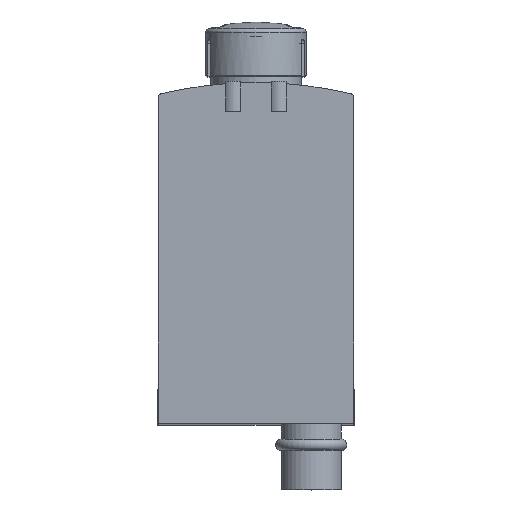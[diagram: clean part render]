
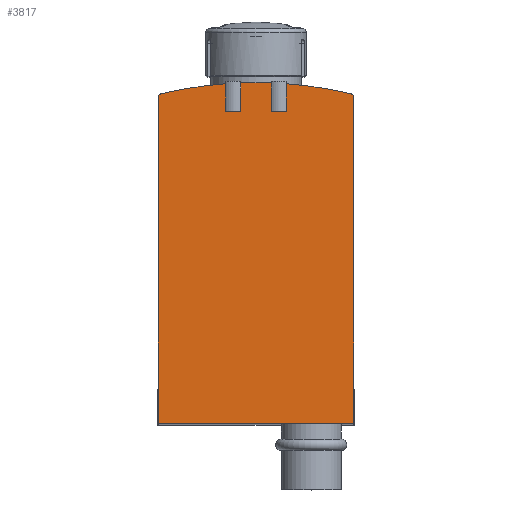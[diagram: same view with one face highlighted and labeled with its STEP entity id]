
A CAD part, top view. The second image highlights one B-rep face of the part: STEP entity #3817.
In plain terms, the highlighted planar face has unit normal (0, 0, 1).
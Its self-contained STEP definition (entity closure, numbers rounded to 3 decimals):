
#65=PLANE('',#4020);
#133=CIRCLE('',#3955,55.3);
#134=CIRCLE('',#3956,55.3);
#136=CIRCLE('',#3958,55.3);
#166=CIRCLE('',#4015,0.5);
#167=CIRCLE('',#4019,0.5);
#494=ORIENTED_EDGE('',*,*,#1226,.T.);
#495=ORIENTED_EDGE('',*,*,#1140,.T.);
#496=ORIENTED_EDGE('',*,*,#1220,.T.);
#497=ORIENTED_EDGE('',*,*,#1222,.T.);
#498=ORIENTED_EDGE('',*,*,#1168,.T.);
#499=ORIENTED_EDGE('',*,*,#1223,.T.);
#500=ORIENTED_EDGE('',*,*,#1225,.T.);
#501=ORIENTED_EDGE('',*,*,#1136,.T.);
#502=ORIENTED_EDGE('',*,*,#1227,.F.);
#503=ORIENTED_EDGE('',*,*,#1228,.T.);
#504=ORIENTED_EDGE('',*,*,#1229,.T.);
#505=ORIENTED_EDGE('',*,*,#1132,.T.);
#506=ORIENTED_EDGE('',*,*,#1230,.F.);
#507=ORIENTED_EDGE('',*,*,#1231,.T.);
#1132=EDGE_CURVE('',#1539,#1538,#133,.T.);
#1136=EDGE_CURVE('',#1543,#1542,#134,.T.);
#1140=EDGE_CURVE('',#1536,#1546,#136,.T.);
#1168=EDGE_CURVE('',#1573,#1572,#1833,.T.);
#1220=EDGE_CURVE('',#1546,#1602,#166,.T.);
#1222=EDGE_CURVE('',#1602,#1573,#1862,.T.);
#1223=EDGE_CURVE('',#1572,#1603,#1863,.T.);
#1225=EDGE_CURVE('',#1603,#1543,#167,.T.);
#1226=EDGE_CURVE('',#1604,#1536,#1865,.T.);
#1227=EDGE_CURVE('',#1605,#1542,#1866,.T.);
#1228=EDGE_CURVE('',#1605,#1606,#1867,.T.);
#1229=EDGE_CURVE('',#1606,#1539,#1868,.T.);
#1230=EDGE_CURVE('',#1607,#1538,#1869,.T.);
#1231=EDGE_CURVE('',#1607,#1604,#1870,.T.);
#1536=VERTEX_POINT('',#5076);
#1538=VERTEX_POINT('',#5086);
#1539=VERTEX_POINT('',#5088);
#1542=VERTEX_POINT('',#5100);
#1543=VERTEX_POINT('',#5102);
#1546=VERTEX_POINT('',#5108);
#1572=VERTEX_POINT('',#5190);
#1573=VERTEX_POINT('',#5192);
#1602=VERTEX_POINT('',#5308);
#1603=VERTEX_POINT('',#5314);
#1604=VERTEX_POINT('',#5320);
#1605=VERTEX_POINT('',#5322);
#1606=VERTEX_POINT('',#5324);
#1607=VERTEX_POINT('',#5327);
#1833=LINE('',#5191,#2055);
#1862=LINE('',#5311,#2084);
#1863=LINE('',#5313,#2085);
#1865=LINE('',#5319,#2087);
#1866=LINE('',#5321,#2088);
#1867=LINE('',#5323,#2089);
#1868=LINE('',#5325,#2090);
#1869=LINE('',#5326,#2091);
#1870=LINE('',#5328,#2092);
#2055=VECTOR('',#4310,1000.);
#2084=VECTOR('',#4433,1000.);
#2085=VECTOR('',#4436,1000.);
#2087=VECTOR('',#4444,1000.);
#2088=VECTOR('',#4445,1000.);
#2089=VECTOR('',#4446,1000.);
#2090=VECTOR('',#4447,1000.);
#2091=VECTOR('',#4448,1000.);
#2092=VECTOR('',#4449,1000.);
#2293=EDGE_LOOP('',(#494,#495,#496,#497,#498,#499,#500,#501,#502,#503,#504,
#505,#506,#507));
#2479=FACE_BOUND('',#2293,.T.);
#3817=ADVANCED_FACE('',(#2479),#65,.T.);
#3955=AXIS2_PLACEMENT_3D('',#5087,#4258,#4259);
#3956=AXIS2_PLACEMENT_3D('',#5101,#4262,#4263);
#3958=AXIS2_PLACEMENT_3D('',#5109,#4268,#4269);
#4015=AXIS2_PLACEMENT_3D('',#5307,#4428,#4429);
#4019=AXIS2_PLACEMENT_3D('',#5317,#4440,#4441);
#4020=AXIS2_PLACEMENT_3D('',#5318,#4442,#4443);
#4258=DIRECTION('',(0.,0.,1.));
#4259=DIRECTION('',(1.,0.,0.));
#4262=DIRECTION('',(0.,0.,1.));
#4263=DIRECTION('',(1.,0.,0.));
#4268=DIRECTION('',(0.,0.,1.));
#4269=DIRECTION('',(1.,0.,0.));
#4310=DIRECTION('',(1.,0.,0.));
#4428=DIRECTION('',(0.,0.,1.));
#4429=DIRECTION('',(1.,0.,0.));
#4433=DIRECTION('',(0.,-1.,0.));
#4436=DIRECTION('',(0.,1.,0.));
#4440=DIRECTION('',(0.,0.,1.));
#4441=DIRECTION('',(1.,0.,0.));
#4442=DIRECTION('',(0.,0.,1.));
#4443=DIRECTION('',(1.,0.,0.));
#4444=DIRECTION('',(0.,1.,0.));
#4445=DIRECTION('',(0.,1.,0.));
#4446=DIRECTION('',(-1.,0.,0.));
#4447=DIRECTION('',(0.,1.,0.));
#4448=DIRECTION('',(0.,1.,0.));
#4449=DIRECTION('',(-1.,0.,0.));
#5076=CARTESIAN_POINT('',(-4.,45.155,100.5));
#5086=CARTESIAN_POINT('',(-2.,45.264,100.5));
#5087=CARTESIAN_POINT('',(0.,-10.,100.5));
#5088=CARTESIAN_POINT('',(2.,45.264,100.5));
#5100=CARTESIAN_POINT('',(4.,45.155,100.5));
#5101=CARTESIAN_POINT('',(0.,-10.,100.5));
#5102=CARTESIAN_POINT('',(12.614,43.842,100.5));
#5108=CARTESIAN_POINT('',(-12.614,43.842,100.5));
#5109=CARTESIAN_POINT('',(0.,-10.,100.5));
#5190=CARTESIAN_POINT('',(13.,0.,100.5));
#5191=CARTESIAN_POINT('',(-13.,0.,100.5));
#5192=CARTESIAN_POINT('',(-13.,0.,100.5));
#5307=CARTESIAN_POINT('',(-12.5,43.355,100.5));
#5308=CARTESIAN_POINT('',(-13.,43.355,100.5));
#5311=CARTESIAN_POINT('',(-13.,43.355,100.5));
#5313=CARTESIAN_POINT('',(13.,0.,100.5));
#5314=CARTESIAN_POINT('',(13.,43.355,100.5));
#5317=CARTESIAN_POINT('',(12.5,43.355,100.5));
#5318=CARTESIAN_POINT('',(-12.5,43.355,100.5));
#5319=CARTESIAN_POINT('',(-4.,41.5,100.5));
#5320=CARTESIAN_POINT('',(-4.,41.5,100.5));
#5321=CARTESIAN_POINT('',(4.,41.5,100.5));
#5322=CARTESIAN_POINT('',(4.,41.5,100.5));
#5323=CARTESIAN_POINT('',(-12.5,41.5,100.5));
#5324=CARTESIAN_POINT('',(2.,41.5,100.5));
#5325=CARTESIAN_POINT('',(2.,41.5,100.5));
#5326=CARTESIAN_POINT('',(-2.,41.5,100.5));
#5327=CARTESIAN_POINT('',(-2.,41.5,100.5));
#5328=CARTESIAN_POINT('',(-12.5,41.5,100.5));
